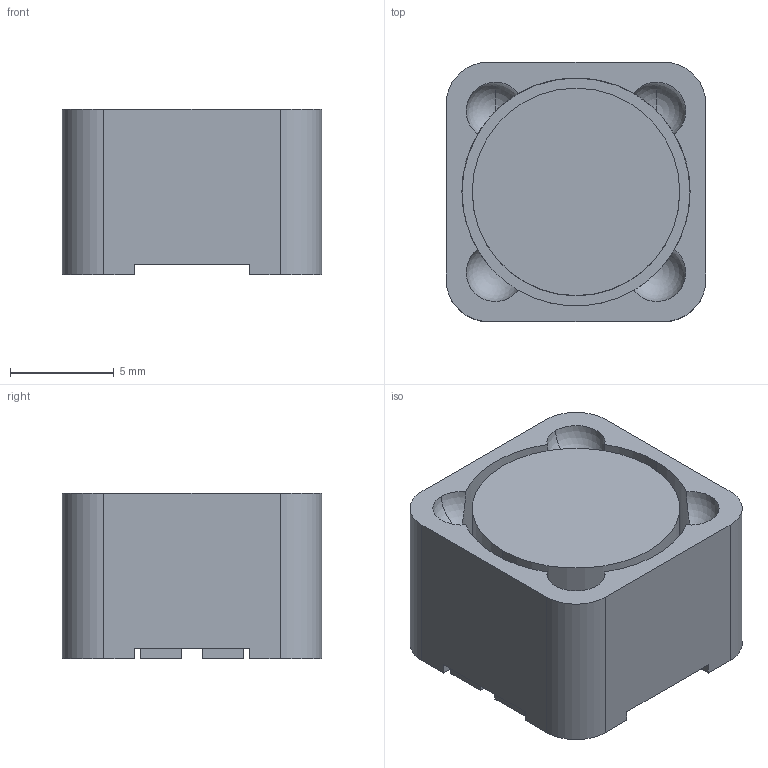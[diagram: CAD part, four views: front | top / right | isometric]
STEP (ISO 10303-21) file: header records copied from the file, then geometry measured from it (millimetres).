
FILE_DESCRIPTION((''),'2;1');
FILE_NAME('IND_COOPER_DRQ127.stp','2010-09-13T16:59:37',(''),(''),'Mechanical Desktop 2010','Mechanical Desktop 2010',', , ');
FILE_SCHEMA(('AUTOMOTIVE_DESIGN { 1 2 10303 214 1 1 1 1 }'));
Length unit declared in the file: millimetre
Products named in the file (1): Product
Bounding box: 12.5 x 12.5 x 8 mm (x, y, z)
Volume: 1049.2 mm3; surface area: 1349.7 mm2
Topology: 6 solids, 6 shells, 59 faces, 146 edges, 94 vertices
Faces by surface type: plane 45, cylinder 8, sphere 6
Entity records: 1833 total; most frequent: CARTESIAN_POINT 398, DIRECTION 280, ORIENTED_EDGE 280, EDGE_CURVE 140, VECTOR 104, LINE 104, VERTEX_POINT 94, AXIS2_PLACEMENT_3D 88
